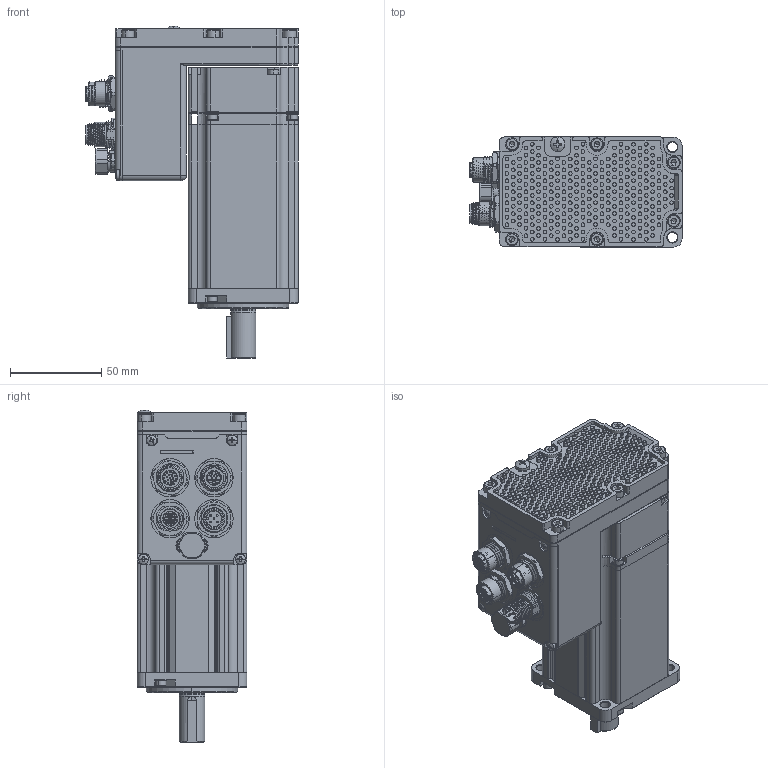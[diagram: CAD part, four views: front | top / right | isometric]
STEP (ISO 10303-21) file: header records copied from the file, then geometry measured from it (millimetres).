
FILE_DESCRIPTION (( 'STEP AP203' ), '1' );
FILE_NAME ('MDX+60-200W Fraba&棠晤 IP65 RC 湍价陬.STEP', '2022-12-14T03:22:16', ( '' ), ( '' ), 'SwSTEP 2.0', 'SolidWorks 2015', '' );
FILE_SCHEMA (( 'CONFIG_CONTROL_DESIGN' ));
Products named in the file (1): MDX+60-200W Fraba&棠晤 IP65 RC 湍价陬
Bounding box: 116.05 x 60.1 x 181.56 mm (x, y, z)
Surface area: 91311.5 mm2 (no closed solid volume)
Topology: 0 solids, 69 shells, 2284 faces, 6117 edges, 4127 vertices
Faces by surface type: cylinder 1152, plane 781, bspline 132, cone 119, torus 87, sphere 13
Entity records: 98353 total; most frequent: CARTESIAN_POINT 41690, DIRECTION 12365, ORIENTED_EDGE 10774, EDGE_CURVE 6076, AXIS2_PLACEMENT_3D 4918, VERTEX_POINT 4127, CIRCLE 2765, EDGE_LOOP 2740
